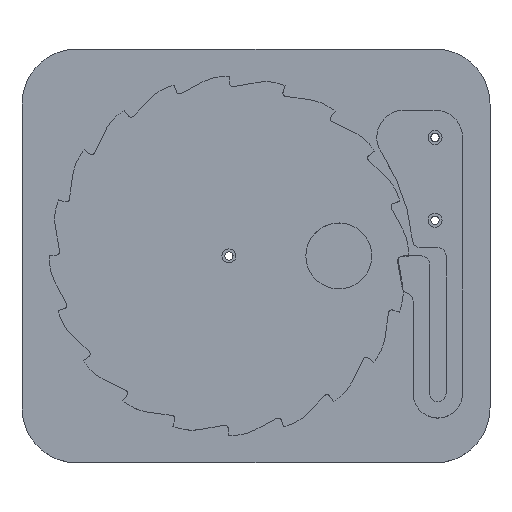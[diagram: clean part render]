
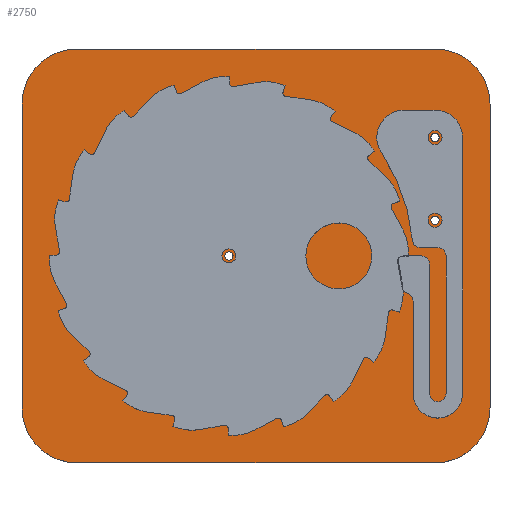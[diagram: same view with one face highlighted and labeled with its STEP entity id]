
A CAD part, top view. The second image highlights one B-rep face of the part: STEP entity #2750.
In plain terms, the highlighted planar face has unit normal (0, 0, 1).
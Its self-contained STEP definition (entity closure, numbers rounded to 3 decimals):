
#27=FACE_BOUND('',#369,.T.);
#28=FACE_BOUND('',#370,.T.);
#29=FACE_BOUND('',#371,.T.);
#86=PLANE('',#3066);
#220=FACE_OUTER_BOUND('',#368,.T.);
#368=EDGE_LOOP('',(#2481,#2482,#2483,#2484,#2485,#2486,#2487,#2488));
#369=EDGE_LOOP('',(#2489));
#370=EDGE_LOOP('',(#2490));
#371=EDGE_LOOP('',(#2491));
#606=LINE('',#4723,#844);
#609=LINE('',#4729,#847);
#610=LINE('',#4733,#848);
#611=LINE('',#4737,#849);
#844=VECTOR('',#3890,10.);
#847=VECTOR('',#3895,10.);
#848=VECTOR('',#3898,10.);
#849=VECTOR('',#3901,10.);
#1020=CIRCLE('',#3064,10.);
#1021=CIRCLE('',#3067,10.);
#1022=CIRCLE('',#3068,10.);
#1023=CIRCLE('',#3069,10.);
#1024=CIRCLE('',#3070,0.75);
#1025=CIRCLE('',#3071,0.75);
#1026=CIRCLE('',#3072,0.75);
#1289=VERTEX_POINT('',#4716);
#1290=VERTEX_POINT('',#4718);
#1291=VERTEX_POINT('',#4722);
#1293=VERTEX_POINT('',#4728);
#1294=VERTEX_POINT('',#4730);
#1295=VERTEX_POINT('',#4732);
#1296=VERTEX_POINT('',#4734);
#1297=VERTEX_POINT('',#4736);
#1298=VERTEX_POINT('',#4739);
#1299=VERTEX_POINT('',#4741);
#1300=VERTEX_POINT('',#4743);
#1688=EDGE_CURVE('',#1289,#1290,#1020,.T.);
#1690=EDGE_CURVE('',#1291,#1290,#606,.T.);
#1693=EDGE_CURVE('',#1289,#1293,#609,.T.);
#1694=EDGE_CURVE('',#1294,#1293,#1021,.T.);
#1695=EDGE_CURVE('',#1294,#1295,#610,.T.);
#1696=EDGE_CURVE('',#1296,#1295,#1022,.T.);
#1697=EDGE_CURVE('',#1296,#1297,#611,.T.);
#1698=EDGE_CURVE('',#1291,#1297,#1023,.T.);
#1699=EDGE_CURVE('',#1298,#1298,#1024,.F.);
#1700=EDGE_CURVE('',#1299,#1299,#1025,.F.);
#1701=EDGE_CURVE('',#1300,#1300,#1026,.F.);
#2481=ORIENTED_EDGE('',*,*,#1688,.F.);
#2482=ORIENTED_EDGE('',*,*,#1693,.T.);
#2483=ORIENTED_EDGE('',*,*,#1694,.F.);
#2484=ORIENTED_EDGE('',*,*,#1695,.T.);
#2485=ORIENTED_EDGE('',*,*,#1696,.F.);
#2486=ORIENTED_EDGE('',*,*,#1697,.T.);
#2487=ORIENTED_EDGE('',*,*,#1698,.F.);
#2488=ORIENTED_EDGE('',*,*,#1690,.T.);
#2489=ORIENTED_EDGE('',*,*,#1699,.F.);
#2490=ORIENTED_EDGE('',*,*,#1700,.F.);
#2491=ORIENTED_EDGE('',*,*,#1701,.F.);
#2750=ADVANCED_FACE('',(#220,#27,#28,#29),#86,.F.);
#3064=AXIS2_PLACEMENT_3D('',#4719,#3885,#3886);
#3066=AXIS2_PLACEMENT_3D('',#4727,#3893,#3894);
#3067=AXIS2_PLACEMENT_3D('',#4731,#3896,#3897);
#3068=AXIS2_PLACEMENT_3D('',#4735,#3899,#3900);
#3069=AXIS2_PLACEMENT_3D('',#4738,#3902,#3903);
#3070=AXIS2_PLACEMENT_3D('',#4740,#3904,#3905);
#3071=AXIS2_PLACEMENT_3D('',#4742,#3906,#3907);
#3072=AXIS2_PLACEMENT_3D('',#4744,#3908,#3909);
#3885=DIRECTION('center_axis',(0.,0.,
-1.));
#3886=DIRECTION('ref_axis',(-0.707,-0.707,0.));
#3890=DIRECTION('',(0.,-1.,0.));
#3893=DIRECTION('center_axis',(0.,0.,
-1.));
#3894=DIRECTION('ref_axis',(-1.,0.,0.));
#3895=DIRECTION('',(1.,0.,0.));
#3896=DIRECTION('center_axis',(0.,0.,
-1.));
#3897=DIRECTION('ref_axis',(0.707,-0.707,0.));
#3898=DIRECTION('',(0.,1.,0.));
#3899=DIRECTION('center_axis',(0.,0.,
-1.));
#3900=DIRECTION('ref_axis',(0.707,0.707,0.));
#3901=DIRECTION('',(-1.,0.,0.));
#3902=DIRECTION('center_axis',(0.,0.,
-1.));
#3903=DIRECTION('ref_axis',(-0.707,0.707,0.));
#3904=DIRECTION('center_axis',(0.,0.,
-1.));
#3905=DIRECTION('ref_axis',(-1.,0.,0.));
#3906=DIRECTION('center_axis',(0.,0.,
-1.));
#3907=DIRECTION('ref_axis',(1.,0.,0.));
#3908=DIRECTION('center_axis',(0.,0.,
-1.));
#3909=DIRECTION('ref_axis',(-1.,0.,0.));
#4716=CARTESIAN_POINT('',(274.472,-76.883,0.));
#4718=CARTESIAN_POINT('',(264.472,-66.883,0.));
#4719=CARTESIAN_POINT('Origin',(274.472,-66.883,0.));
#4722=CARTESIAN_POINT('',(264.472,-11.583,0.));
#4723=CARTESIAN_POINT('',(264.472,36.496,0.));
#4727=CARTESIAN_POINT('Origin',(488.459,74.575,0.));
#4728=CARTESIAN_POINT('',(339.622,-76.883,0.));
#4729=CARTESIAN_POINT('',(376.466,-76.883,0.));
#4730=CARTESIAN_POINT('',(349.622,-66.883,0.));
#4731=CARTESIAN_POINT('Origin',(339.622,-66.883,0.));
#4732=CARTESIAN_POINT('',(349.622,-11.583,0.));
#4733=CARTESIAN_POINT('',(349.622,31.446,0.));
#4734=CARTESIAN_POINT('',(339.622,-1.583,0.));
#4735=CARTESIAN_POINT('Origin',(339.622,-11.583,0.));
#4736=CARTESIAN_POINT('',(274.472,-1.583,0.));
#4737=CARTESIAN_POINT('',(419.04,-1.583,0.));
#4738=CARTESIAN_POINT('Origin',(274.472,-11.583,0.));
#4739=CARTESIAN_POINT('',(340.372,-17.683,0.));
#4740=CARTESIAN_POINT('Origin',(339.622,-17.683,0.));
#4741=CARTESIAN_POINT('',(301.372,-39.233,0.));
#4742=CARTESIAN_POINT('Origin',(302.122,-39.233,0.));
#4743=CARTESIAN_POINT('',(340.372,-32.733,0.));
#4744=CARTESIAN_POINT('Origin',(339.622,-32.733,0.));
